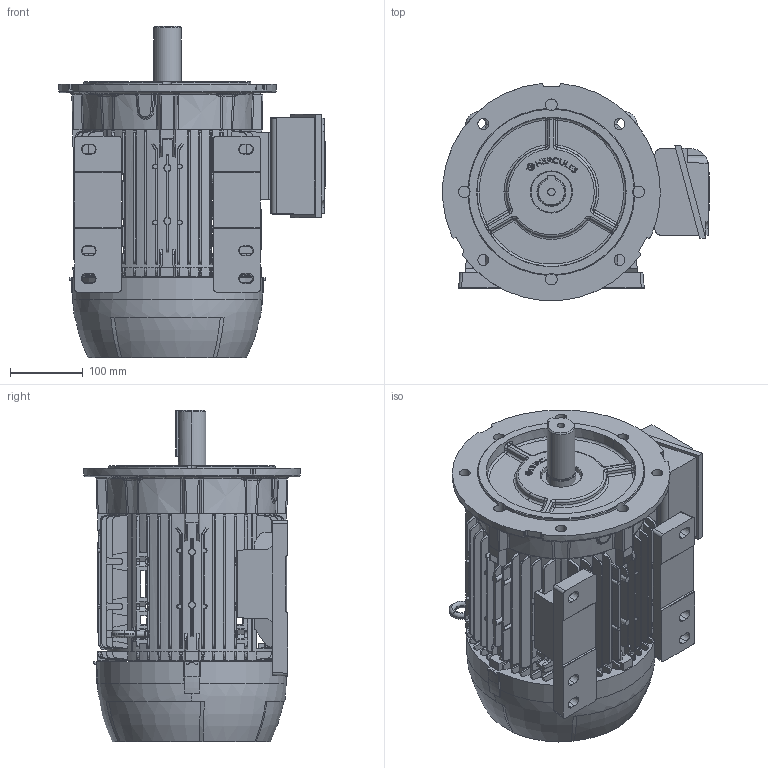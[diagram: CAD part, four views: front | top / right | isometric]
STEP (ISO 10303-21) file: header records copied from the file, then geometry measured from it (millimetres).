
FILE_DESCRIPTION (( 'STEP AP203' ), '1' );
FILE_NAME ('132S_CP_FF_LEFT.STEP', '2022-07-27T11:49:00', ( '' ), ( '' ), 'SwSTEP 2.0', 'SolidWorks 2020', '' );
FILE_SCHEMA (( 'CONFIG_CONTROL_DESIGN' ));
Products named in the file (1): 132S_CP_FF_LEFT
Bounding box: 366.56 x 298.63 x 456 mm (x, y, z)
Surface area: 958235.3 mm2 (no closed solid volume)
Topology: 0 solids, 16 shells, 2188 faces, 6541 edges, 4345 vertices
Faces by surface type: plane 1193, cone 385, bspline 286, cylinder 197, torus 113, sphere 14
Entity records: 86166 total; most frequent: CARTESIAN_POINT 32301, ORIENTED_EDGE 11933, DIRECTION 9607, EDGE_CURVE 6523, VERTEX_POINT 4345, LINE 3215, VECTOR 3215, AXIS2_PLACEMENT_3D 3196
